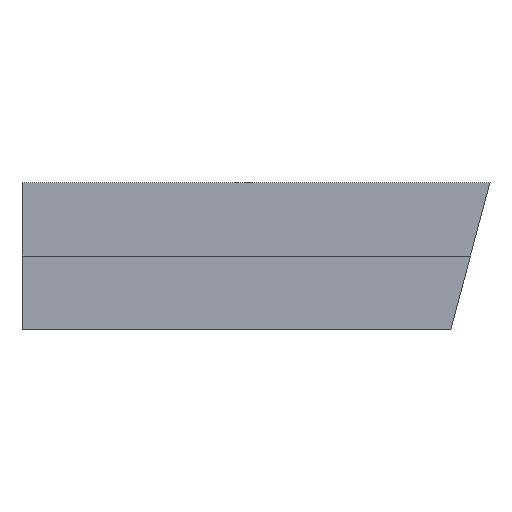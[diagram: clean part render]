
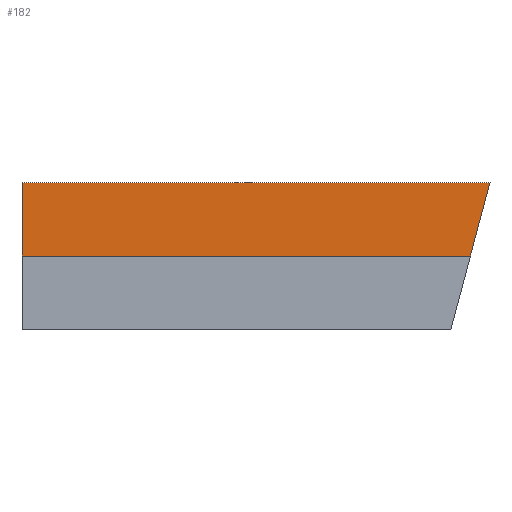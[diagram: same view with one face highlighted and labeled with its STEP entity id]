
A CAD part, front view. The second image highlights one B-rep face of the part: STEP entity #182.
In plain terms, the highlighted planar face has unit normal (0, -1, 0).
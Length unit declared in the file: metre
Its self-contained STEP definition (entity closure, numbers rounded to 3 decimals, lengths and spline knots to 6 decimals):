
#28=ORIENTED_EDGE('',*,*,#71,.T.);
#29=ORIENTED_EDGE('',*,*,#74,.T.);
#30=ORIENTED_EDGE('',*,*,#75,.F.);
#31=ORIENTED_EDGE('',*,*,#76,.F.);
#71=EDGE_CURVE('',#94,#92,#111,.T.);
#74=EDGE_CURVE('',#92,#96,#114,.T.);
#75=EDGE_CURVE('',#97,#96,#115,.T.);
#76=EDGE_CURVE('',#94,#97,#116,.T.);
#92=VERTEX_POINT('',#281);
#94=VERTEX_POINT('',#284);
#96=VERTEX_POINT('',#290);
#97=VERTEX_POINT('',#292);
#111=LINE('',#283,#135);
#114=LINE('',#289,#138);
#115=LINE('',#291,#139);
#116=LINE('',#293,#140);
#135=VECTOR('',#232,1.);
#138=VECTOR('',#237,1.);
#139=VECTOR('',#238,1.);
#140=VECTOR('',#239,1.);
#152=EDGE_LOOP('',(#28,#29,#30,#31));
#162=FACE_BOUND('',#152,.T.);
#172=PLANE('',#205);
#182=ADVANCED_FACE('',(#162),#172,.T.);
#205=AXIS2_PLACEMENT_3D('',#288,#235,#236);
#232=DIRECTION('',(1.,0.,0.));
#235=DIRECTION('',(0.,-1.,0.));
#236=DIRECTION('',(1.,0.,0.));
#237=DIRECTION('',(0.259,0.,0.966));
#238=DIRECTION('',(1.,0.,0.));
#239=DIRECTION('',(0.,0.,1.));
#281=CARTESIAN_POINT('',(0.012264,0.002,0.002));
#283=CARTESIAN_POINT('',(-0.084142,0.002,0.002));
#284=CARTESIAN_POINT('',(0.,0.002,0.002));
#288=CARTESIAN_POINT('',(-0.084142,0.002,0.003));
#289=CARTESIAN_POINT('',(0.006056,0.002,-0.021169));
#290=CARTESIAN_POINT('',(0.0128,0.002,0.004));
#291=CARTESIAN_POINT('',(-0.084142,0.002,0.004));
#292=CARTESIAN_POINT('',(0.,0.002,0.004));
#293=CARTESIAN_POINT('',(0.,0.002,0.004));
